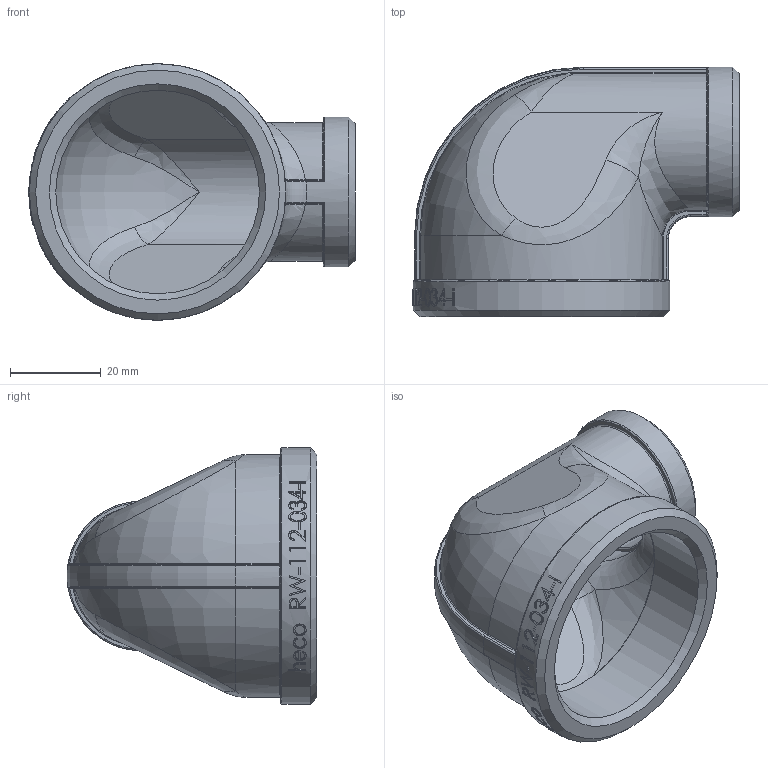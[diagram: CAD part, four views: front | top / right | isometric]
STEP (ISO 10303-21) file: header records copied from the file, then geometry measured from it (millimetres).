
FILE_DESCRIPTION (( 'STEP AP214' ), '1' );
FILE_NAME ('heco_RW-112-034-I.STEP', '2016-06-30T08:07:58', ( '' ), ( '' ), 'SwSTEP 2.0', 'SolidWorks 2011', '' );
FILE_SCHEMA (( 'AUTOMOTIVE_DESIGN' ));
Length unit declared in the file: millimetre
Products named in the file (1): heco_RW-112-034-I
Bounding box: 71.85 x 54.99 x 56.5 mm (x, y, z)
Volume: 30512.3 mm3; surface area: 20256.1 mm2
Topology: 1 solids, 1 shells, 303 faces, 760 edges, 468 vertices
Faces by surface type: bspline 126, plane 83, cylinder 58, torus 22, sphere 8, cone 6
Full cylindrical faces by diameter (mm): 24.117 x1, 33 x1, 44.845 x1, 48.7 x1, 56.5 x1
Entity records: 24022 total; most frequent: CARTESIAN_POINT 16037, ORIENTED_EDGE 1458, DIRECTION 890, EDGE_CURVE 729, VERTEX_POINT 463, B_SPLINE_CURVE_WITH_KNOTS 383, AXIS2_PLACEMENT_3D 369, EDGE_LOOP 340
